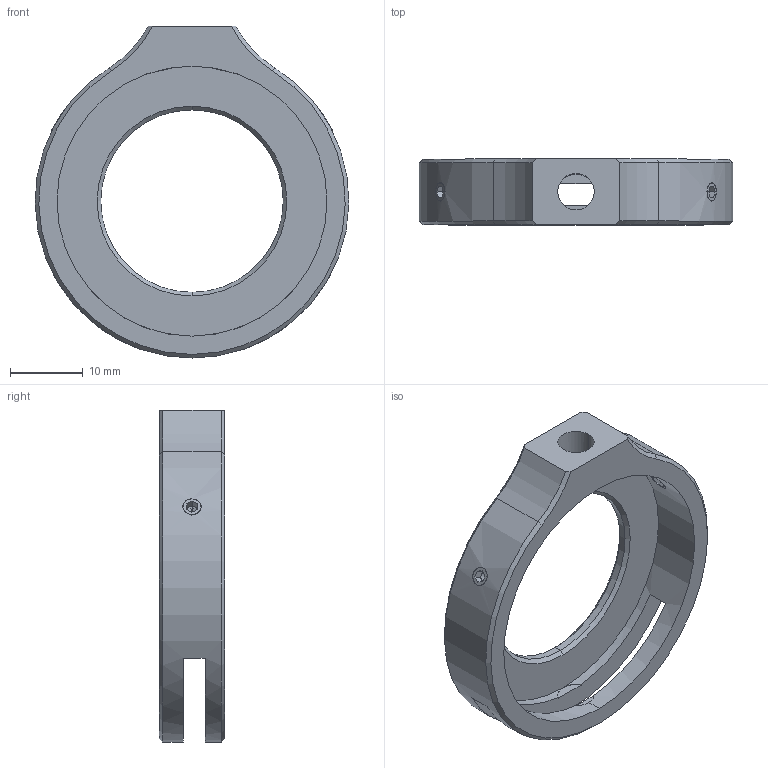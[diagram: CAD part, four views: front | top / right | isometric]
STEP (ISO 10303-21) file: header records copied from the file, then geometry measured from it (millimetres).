
FILE_DESCRIPTION (( 'STEP AP203' ), '1' );
FILE_NAME ('APID25-AGD.STEP', '2022-07-19T09:27:07', ( '' ), ( '' ), 'SwSTEP 2.0', 'SolidWorks 2021', '' );
FILE_SCHEMA (( 'CONFIG_CONTROL_DESIGN' ));
Length unit declared in the file: millimetre
Products named in the file (1): APID25-AGD
Bounding box: 42.99 x 9 x 45.5 mm (x, y, z)
Surface area: 4256.5 mm2 (no closed solid volume)
Topology: 0 solids, 5 shells, 111 faces, 515 edges, 401 vertices
Faces by surface type: plane 73, cone 23, cylinder 15
Entity records: 5418 total; most frequent: CARTESIAN_POINT 1286, DIRECTION 786, ORIENTED_EDGE 751, EDGE_CURVE 511, VECTOR 420, LINE 420, VERTEX_POINT 401, AXIS2_PLACEMENT_3D 183
